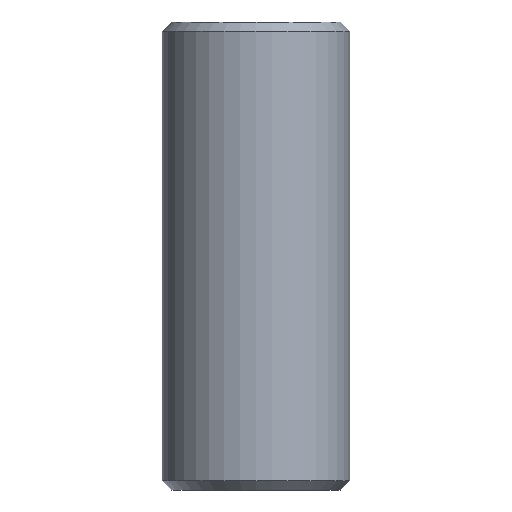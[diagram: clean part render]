
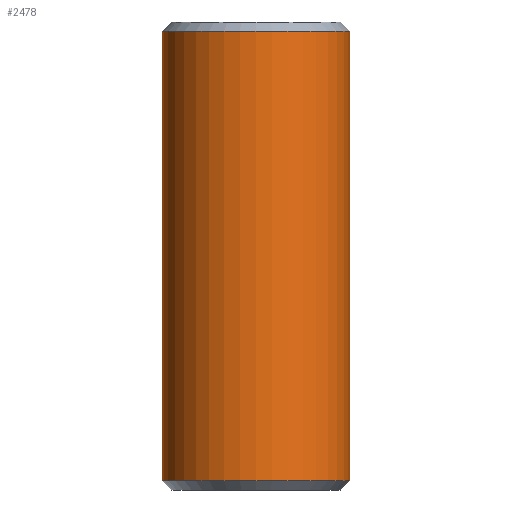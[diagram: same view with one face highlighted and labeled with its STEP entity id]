
A CAD part, front view. The second image highlights one B-rep face of the part: STEP entity #2478.
In plain terms, the highlighted cylindrical face has radius 5 mm (diameter 10 mm), a partial arc.
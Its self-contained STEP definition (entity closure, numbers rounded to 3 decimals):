
#372 = CARTESIAN_POINT ( 'NONE',  ( -5., 0., 12.5 ) ) ;
#414 = DIRECTION ( 'NONE',  ( 0., 0., -1. ) ) ;
#516 = CIRCLE ( 'NONE', #1817, 5. ) ;
#520 = VECTOR ( 'NONE', #2912, 1000. ) ;
#565 = CARTESIAN_POINT ( 'NONE',  ( -5., 0., 12. ) ) ;
#579 = CYLINDRICAL_SURFACE ( 'NONE', #2314, 5. ) ;
#651 = DIRECTION ( 'NONE',  ( 1., 0., 0. ) ) ;
#659 = DIRECTION ( 'NONE',  ( 0., 0., 1. ) ) ;
#662 = CARTESIAN_POINT ( 'NONE',  ( 0., 0., -12. ) ) ;
#703 = DIRECTION ( 'NONE',  ( -1., 0., 0. ) ) ;
#838 = DIRECTION ( 'NONE',  ( 1., 0., 0. ) ) ;
#847 = DIRECTION ( 'NONE',  ( 0., 0., -1. ) ) ;
#852 = CARTESIAN_POINT ( 'NONE',  ( 0., 0., 12. ) ) ;
#889 = CARTESIAN_POINT ( 'NONE',  ( 5., 0., -12. ) ) ;
#998 = VERTEX_POINT ( 'NONE', #565 ) ;
#1327 = EDGE_CURVE ( 'NONE', #2532, #998, #516, .T. ) ;
#1362 = VERTEX_POINT ( 'NONE', #889 ) ;
#1475 = EDGE_CURVE ( 'NONE', #3663, #1362, #3509, .T. ) ;
#1665 = EDGE_LOOP ( 'NONE', ( #3606, #3143, #3702, #2185 ) ) ;
#1774 = EDGE_CURVE ( 'NONE', #2532, #1362, #2165, .T. ) ;
#1806 = AXIS2_PLACEMENT_3D ( 'NONE', #662, #659, #651 ) ;
#1817 = AXIS2_PLACEMENT_3D ( 'NONE', #852, #847, #838 ) ;
#1976 = LINE ( 'NONE', #372, #2044 ) ;
#2044 = VECTOR ( 'NONE', #2127, 1000. ) ;
#2127 = DIRECTION ( 'NONE',  ( 0., 0., -1. ) ) ;
#2165 = LINE ( 'NONE', #2863, #520 ) ;
#2172 = CARTESIAN_POINT ( 'NONE',  ( 0., 0., 12.5 ) ) ;
#2185 = ORIENTED_EDGE ( 'NONE', *, *, #1475, .T. ) ;
#2314 = AXIS2_PLACEMENT_3D ( 'NONE', #2172, #414, #703 ) ;
#2478 = ADVANCED_FACE ( 'NONE', ( #3414 ), #579, .T. ) ;
#2532 = VERTEX_POINT ( 'NONE', #2794 ) ;
#2602 = CARTESIAN_POINT ( 'NONE',  ( -5., 0., -12. ) ) ;
#2682 = EDGE_CURVE ( 'NONE', #998, #3663, #1976, .T. ) ;
#2794 = CARTESIAN_POINT ( 'NONE',  ( 5., 0., 12. ) ) ;
#2863 = CARTESIAN_POINT ( 'NONE',  ( 5., 0., 12.5 ) ) ;
#2912 = DIRECTION ( 'NONE',  ( 0., 0., -1. ) ) ;
#3143 = ORIENTED_EDGE ( 'NONE', *, *, #1327, .T. ) ;
#3414 = FACE_OUTER_BOUND ( 'NONE', #1665, .T. ) ;
#3509 = CIRCLE ( 'NONE', #1806, 5. ) ;
#3606 = ORIENTED_EDGE ( 'NONE', *, *, #1774, .F. ) ;
#3663 = VERTEX_POINT ( 'NONE', #2602 ) ;
#3702 = ORIENTED_EDGE ( 'NONE', *, *, #2682, .T. ) ;
